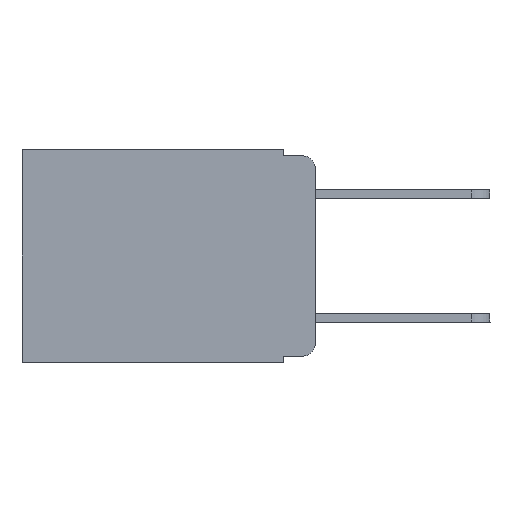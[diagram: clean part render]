
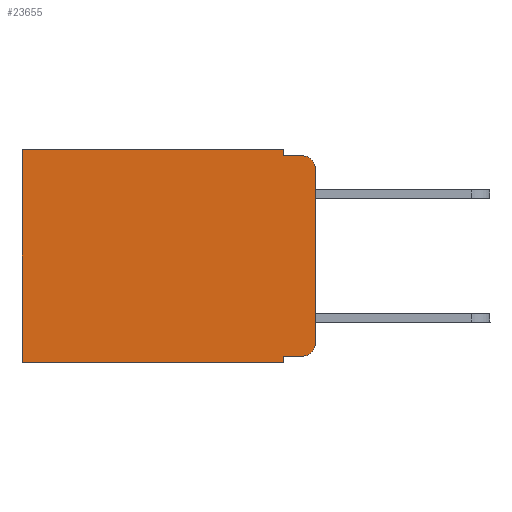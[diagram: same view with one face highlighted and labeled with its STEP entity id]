
A CAD part, left-side view. The second image highlights one B-rep face of the part: STEP entity #23655.
In plain terms, the highlighted planar face has unit normal (-1, 0, 0).
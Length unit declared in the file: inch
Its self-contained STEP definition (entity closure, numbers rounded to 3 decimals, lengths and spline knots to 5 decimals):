
#548 = VECTOR ( 'NONE', #22983, 39.37008 ) ;
#593 = EDGE_CURVE ( 'NONE', #19967, #3231, #6409, .T. ) ;
#830 = ORIENTED_EDGE ( 'NONE', *, *, #1185, .F. ) ;
#853 = DIRECTION ( 'NONE',  ( 1., 0., 0. ) ) ;
#1185 = EDGE_CURVE ( 'NONE', #12215, #7356, #1376, .T. ) ;
#1376 = LINE ( 'NONE', #9647, #14467 ) ;
#1566 = ORIENTED_EDGE ( 'NONE', *, *, #20861, .T. ) ;
#1974 = VERTEX_POINT ( 'NONE', #14006 ) ;
#2555 = EDGE_CURVE ( 'NONE', #8136, #20758, #3693, .T. ) ;
#2841 = VERTEX_POINT ( 'NONE', #15002 ) ;
#3231 = VERTEX_POINT ( 'NONE', #8588 ) ;
#3311 = CIRCLE ( 'NONE', #21232, 0.02 ) ;
#3693 = LINE ( 'NONE', #6921, #18169 ) ;
#3936 = DIRECTION ( 'NONE',  ( 0., 1., 0. ) ) ;
#4023 = LINE ( 'NONE', #16974, #18814 ) ;
#4696 = LINE ( 'NONE', #17581, #548 ) ;
#5863 = DIRECTION ( 'NONE',  ( 0., 0., -1. ) ) ;
#6264 = EDGE_CURVE ( 'NONE', #2841, #19967, #4696, .T. ) ;
#6409 = LINE ( 'NONE', #21103, #17404 ) ;
#6521 = DIRECTION ( 'NONE',  ( 0., 0., -1. ) ) ;
#6682 = VECTOR ( 'NONE', #20712, 39.37008 ) ;
#6921 = CARTESIAN_POINT ( 'NONE',  ( 0.298, 0., -0.343 ) ) ;
#7084 = DIRECTION ( 'NONE',  ( -1., 0., 0. ) ) ;
#7356 = VERTEX_POINT ( 'NONE', #19231 ) ;
#7544 = LINE ( 'NONE', #13027, #6682 ) ;
#7784 = CARTESIAN_POINT ( 'NONE',  ( 0.298, 0.473, 0. ) ) ;
#8136 = VERTEX_POINT ( 'NONE', #8780 ) ;
#8588 = CARTESIAN_POINT ( 'NONE',  ( 0.298, 0.02, -0.01 ) ) ;
#8780 = CARTESIAN_POINT ( 'NONE',  ( 0.298, 0.051, -0.343 ) ) ;
#9181 = VECTOR ( 'NONE', #15671, 39.37008 ) ;
#9499 = CARTESIAN_POINT ( 'NONE',  ( 0.298, 0.051, 0. ) ) ;
#9647 = CARTESIAN_POINT ( 'NONE',  ( 0.298, 0., 0. ) ) ;
#10215 = ORIENTED_EDGE ( 'NONE', *, *, #18279, .T. ) ;
#10624 = DIRECTION ( 'NONE',  ( 0., 1., 0. ) ) ;
#10712 = DIRECTION ( 'NONE',  ( 0., 0., -1. ) ) ;
#10821 = CARTESIAN_POINT ( 'NONE',  ( 0.298, 0.473, -0.343 ) ) ;
#11246 = CARTESIAN_POINT ( 'NONE',  ( 0.298, 0., -0.03 ) ) ;
#12019 = DIRECTION ( 'NONE',  ( 0., -1., 0. ) ) ;
#12215 = VERTEX_POINT ( 'NONE', #11246 ) ;
#12350 = CARTESIAN_POINT ( 'NONE',  ( 0.298, 0.02, -0.313 ) ) ;
#13027 = CARTESIAN_POINT ( 'NONE',  ( 0.298, 0.051, -0.333 ) ) ;
#13247 = LINE ( 'NONE', #15915, #9181 ) ;
#13316 = DIRECTION ( 'NONE',  ( 0., 0., -1. ) ) ;
#14006 = CARTESIAN_POINT ( 'NONE',  ( 0.298, 0.051, -0.333 ) ) ;
#14339 = FACE_OUTER_BOUND ( 'NONE', #15366, .T. ) ;
#14467 = VECTOR ( 'NONE', #5863, 39.37008 ) ;
#14688 = VERTEX_POINT ( 'NONE', #21050 ) ;
#14880 = CARTESIAN_POINT ( 'NONE',  ( 0.298, 0.051, -0.01 ) ) ;
#15002 = CARTESIAN_POINT ( 'NONE',  ( 0.298, 0.051, 0. ) ) ;
#15366 = EDGE_LOOP ( 'NONE', ( #830, #20501, #21413, #23101, #18784, #10215, #16533, #21931, #1566, #18278 ) ) ;
#15648 = LINE ( 'NONE', #9499, #23746 ) ;
#15671 = DIRECTION ( 'NONE',  ( 0., 0., -1. ) ) ;
#15726 = PLANE ( 'NONE',  #18120 ) ;
#15915 = CARTESIAN_POINT ( 'NONE',  ( 0.298, 0.473, 0. ) ) ;
#16533 = ORIENTED_EDGE ( 'NONE', *, *, #2555, .F. ) ;
#16555 = DIRECTION ( 'NONE',  ( 0., 0., -1. ) ) ;
#16578 = VERTEX_POINT ( 'NONE', #7784 ) ;
#16974 = CARTESIAN_POINT ( 'NONE',  ( 0.298, 0., 0. ) ) ;
#17404 = VECTOR ( 'NONE', #12019, 39.37008 ) ;
#17581 = CARTESIAN_POINT ( 'NONE',  ( 0.298, 0.051, 0. ) ) ;
#17740 = AXIS2_PLACEMENT_3D ( 'NONE', #12350, #7084, #10712 ) ;
#18120 = AXIS2_PLACEMENT_3D ( 'NONE', #19539, #853, #6521 ) ;
#18169 = VECTOR ( 'NONE', #10624, 39.37008 ) ;
#18174 = CIRCLE ( 'NONE', #17740, 0.02 ) ;
#18264 = DIRECTION ( 'NONE',  ( -1., 0., 0. ) ) ;
#18278 = ORIENTED_EDGE ( 'NONE', *, *, #18395, .T. ) ;
#18279 = EDGE_CURVE ( 'NONE', #16578, #20758, #13247, .T. ) ;
#18395 = EDGE_CURVE ( 'NONE', #14688, #7356, #18174, .T. ) ;
#18784 = ORIENTED_EDGE ( 'NONE', *, *, #21500, .T. ) ;
#18814 = VECTOR ( 'NONE', #3936, 39.37008 ) ;
#19231 = CARTESIAN_POINT ( 'NONE',  ( 0.298, 0., -0.313 ) ) ;
#19539 = CARTESIAN_POINT ( 'NONE',  ( 0.298, 0., 0. ) ) ;
#19967 = VERTEX_POINT ( 'NONE', #14880 ) ;
#20501 = ORIENTED_EDGE ( 'NONE', *, *, #23785, .T. ) ;
#20645 = EDGE_CURVE ( 'NONE', #1974, #8136, #15648, .T. ) ;
#20712 = DIRECTION ( 'NONE',  ( 0., -1., 0. ) ) ;
#20758 = VERTEX_POINT ( 'NONE', #10821 ) ;
#20861 = EDGE_CURVE ( 'NONE', #1974, #14688, #7544, .T. ) ;
#21050 = CARTESIAN_POINT ( 'NONE',  ( 0.298, 0.02, -0.333 ) ) ;
#21103 = CARTESIAN_POINT ( 'NONE',  ( 0.298, 0.051, -0.01 ) ) ;
#21232 = AXIS2_PLACEMENT_3D ( 'NONE', #23973, #18264, #16555 ) ;
#21413 = ORIENTED_EDGE ( 'NONE', *, *, #593, .F. ) ;
#21500 = EDGE_CURVE ( 'NONE', #2841, #16578, #4023, .T. ) ;
#21931 = ORIENTED_EDGE ( 'NONE', *, *, #20645, .F. ) ;
#22983 = DIRECTION ( 'NONE',  ( 0., 0., -1. ) ) ;
#23101 = ORIENTED_EDGE ( 'NONE', *, *, #6264, .F. ) ;
#23655 = ADVANCED_FACE ( 'NONE', ( #14339 ), #15726, .F. ) ;
#23746 = VECTOR ( 'NONE', #13316, 39.37008 ) ;
#23785 = EDGE_CURVE ( 'NONE', #12215, #3231, #3311, .T. ) ;
#23973 = CARTESIAN_POINT ( 'NONE',  ( 0.298, 0.02, -0.03 ) ) ;
